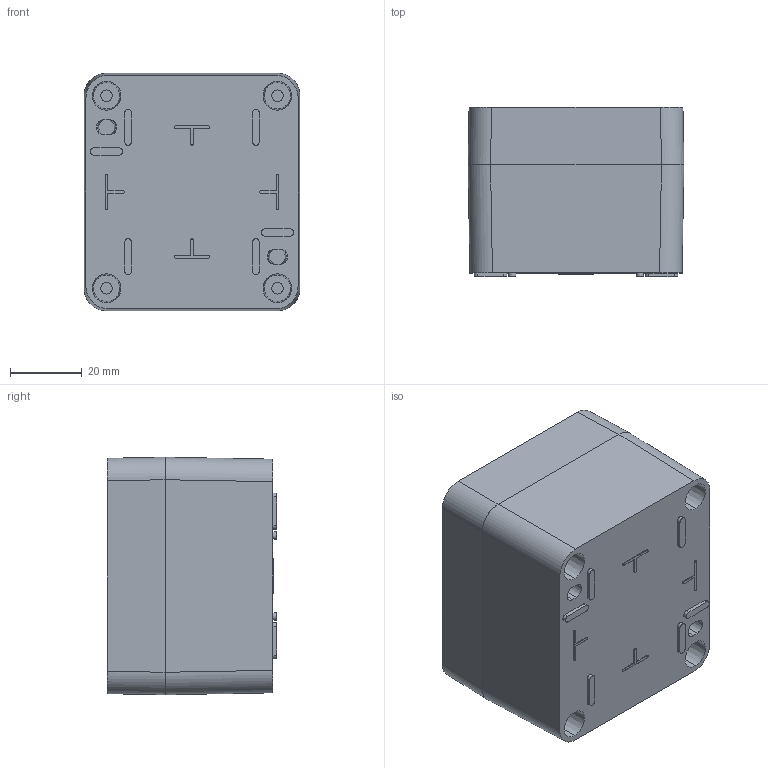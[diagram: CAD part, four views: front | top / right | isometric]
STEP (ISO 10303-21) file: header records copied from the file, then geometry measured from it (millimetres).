
FILE_DESCRIPTION (( 'STEP AP203' ), '1' );
FILE_NAME ('ALN060605.STEP', '2019-06-19T07:40:21', ( '' ), ( '' ), 'SwSTEP 2.0', 'SolidWorks 2019', '' );
FILE_SCHEMA (( 'CONFIG_CONTROL_DESIGN' ));
Length unit declared in the file: millimetre
Products named in the file (7): 28611; 28690; M4 earth screw _Cu; FIBOX ALN_060603B; ALN060605; Lockwasher Cu M4; FIBOX ALN_060602C
Assembly tree (9 placements, depth 3):
  ALN060605
    28690
      M4 earth screw _Cu
      Lockwasher Cu M4
    28611  x4
    FIBOX ALN_060603B
    FIBOX ALN_060602C
Bounding box: 60 x 47 x 66 mm (x, y, z)
Volume: 64022.1 mm3; surface area: 44716.9 mm2
Topology: 8 solids, 8 shells, 827 faces, 2169 edges, 1409 vertices
Faces by surface type: cylinder 331, plane 300, cone 89, bspline 88, torus 17, sphere 2
Entity records: 21017 total; most frequent: CARTESIAN_POINT 6582, ORIENTED_EDGE 2926, DIRECTION 2791, EDGE_CURVE 1463, AXIS2_PLACEMENT_3D 1020, VERTEX_POINT 962, VECTOR 751, LINE 751
